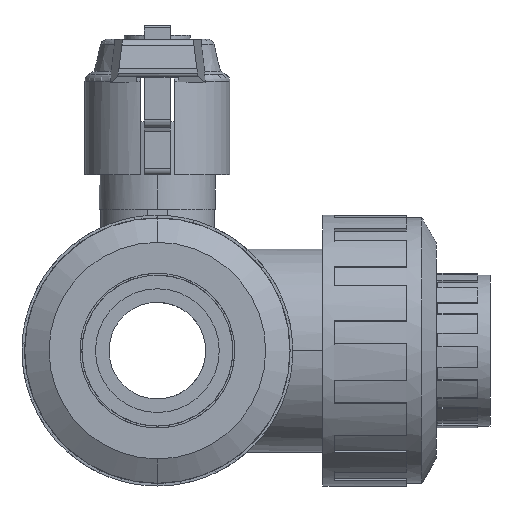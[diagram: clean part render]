
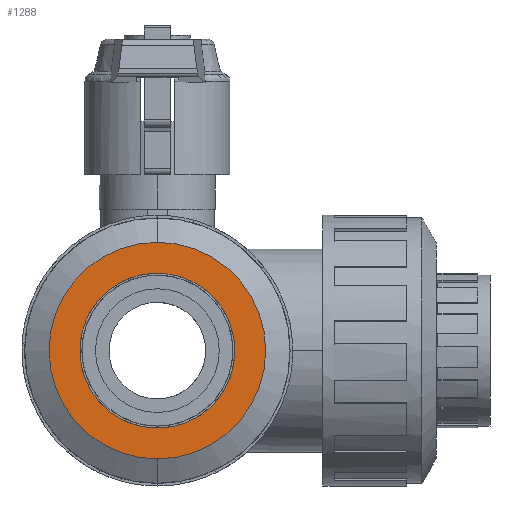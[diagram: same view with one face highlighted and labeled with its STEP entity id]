
A CAD part, left-side view. The second image highlights one B-rep face of the part: STEP entity #1288.
In plain terms, the highlighted planar face has unit normal (-1, 0, 0).
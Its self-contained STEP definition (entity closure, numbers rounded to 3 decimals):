
#1288=ADVANCED_FACE('',(#2806,#2807),#2808,.T.);
#2806=FACE_BOUND('',#4547,.T.);
#2807=FACE_OUTER_BOUND('',#4548,.T.);
#2808=PLANE('',#4549);
#4547=EDGE_LOOP('',(#8744,#8745));
#4548=EDGE_LOOP('',(#8746,#8747));
#4549=AXIS2_PLACEMENT_3D('',#8748,#8749,#8750);
#8744=ORIENTED_EDGE('',*,*,#12222,.F.);
#8745=ORIENTED_EDGE('',*,*,#10960,.F.);
#8746=ORIENTED_EDGE('',*,*,#10965,.T.);
#8747=ORIENTED_EDGE('',*,*,#12220,.T.);
#8748=CARTESIAN_POINT('',(-72.052,0.0,24.0));
#8749=DIRECTION('',(-1.0,0.0,0.0));
#8750=DIRECTION('',(0.0,-0.0,1.0));
#10960=EDGE_CURVE('',#13384,#13380,#13386,.T.);
#10965=EDGE_CURVE('',#13389,#13393,#13395,.T.);
#12220=EDGE_CURVE('',#13393,#13389,#15262,.T.);
#12222=EDGE_CURVE('',#13380,#13384,#15264,.T.);
#13380=VERTEX_POINT('',#16817);
#13384=VERTEX_POINT('',#16822);
#13386=CIRCLE('',#16825,20.0);
#13389=VERTEX_POINT('',#16828);
#13393=VERTEX_POINT('',#16833);
#13395=CIRCLE('',#16836,28.0);
#15262=CIRCLE('',#19815,28.0);
#15264=CIRCLE('',#19817,20.0);
#16817=CARTESIAN_POINT('',(-72.052,0.0,20.0));
#16822=CARTESIAN_POINT('',(-72.052,0.,-20.0));
#16825=AXIS2_PLACEMENT_3D('',#21402,#21403,#21404);
#16828=CARTESIAN_POINT('',(-72.052,0.0,28.0));
#16833=CARTESIAN_POINT('',(-72.052,0.,-28.0));
#16836=AXIS2_PLACEMENT_3D('',#21410,#21411,#21412);
#19815=AXIS2_PLACEMENT_3D('',#22923,#22924,#22925);
#19817=AXIS2_PLACEMENT_3D('',#22926,#22927,#22928);
#21402=CARTESIAN_POINT('',(-72.052,0.0,0.0));
#21403=DIRECTION('',(-1.0,0.0,0.0));
#21404=DIRECTION('',(0.0,-0.0,1.0));
#21410=CARTESIAN_POINT('',(-72.052,0.0,0.0));
#21411=DIRECTION('',(-1.0,0.0,0.0));
#21412=DIRECTION('',(0.0,-0.0,1.0));
#22923=CARTESIAN_POINT('',(-72.052,0.0,0.0));
#22924=DIRECTION('',(-1.0,0.0,0.0));
#22925=DIRECTION('',(0.0,-0.0,1.0));
#22926=CARTESIAN_POINT('',(-72.052,0.0,0.0));
#22927=DIRECTION('',(-1.0,0.0,0.0));
#22928=DIRECTION('',(0.0,-0.0,1.0));
